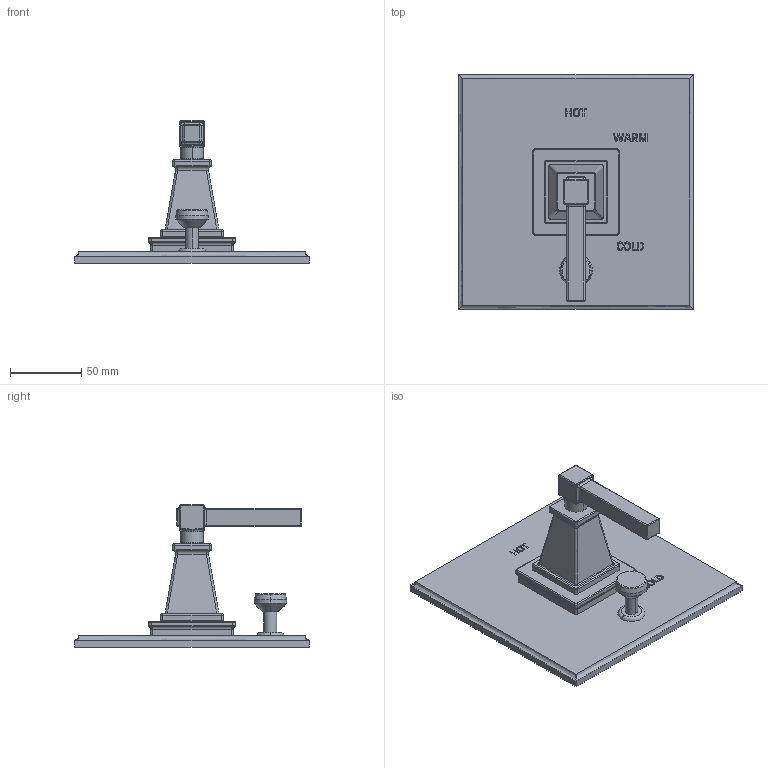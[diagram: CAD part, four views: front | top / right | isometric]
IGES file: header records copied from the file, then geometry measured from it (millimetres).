
Start section:  PTC IGES file: 5-3142bp.igs
Global section: file name: 5-3142bp.igs; native system: Creo Parametric by PTC Inc.; preprocessor: 2018400; author: jinson.thomas; organization: Unknown; date: 20210609.111121; units: inch
Bounding box: 165.1 x 165.1 x 100.11 mm (x, y, z)
Volume: 327274.3 mm3; surface area: 75775.8 mm2
Topology: 1 solids, 1 shells, 426 faces, 1026 edges, 625 vertices
Faces by surface type: bspline 208, revolution 154, extrusion 64
